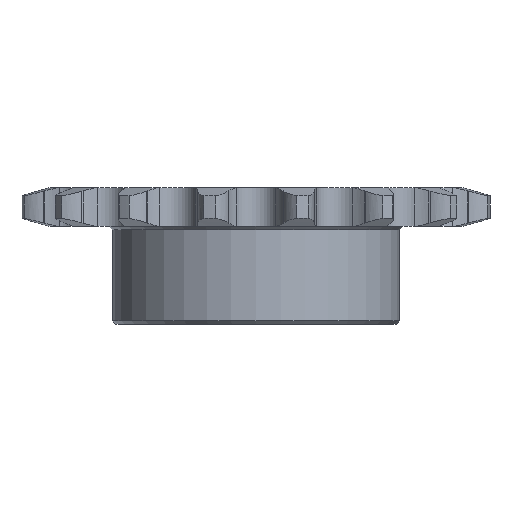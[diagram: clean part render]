
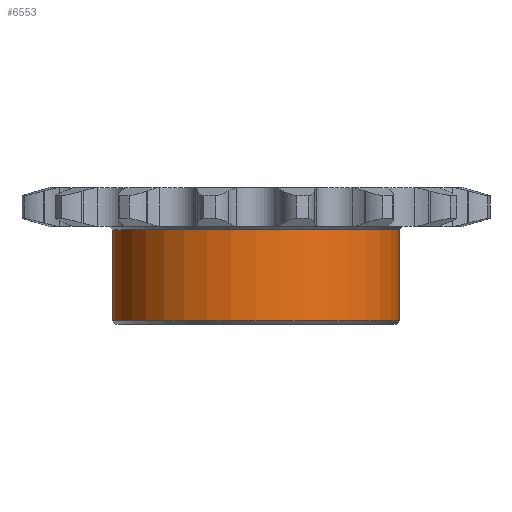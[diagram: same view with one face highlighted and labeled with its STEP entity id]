
A CAD part, front view. The second image highlights one B-rep face of the part: STEP entity #6553.
In plain terms, the highlighted cylindrical face has radius 10.795 mm (diameter 21.59 mm), a partial arc.
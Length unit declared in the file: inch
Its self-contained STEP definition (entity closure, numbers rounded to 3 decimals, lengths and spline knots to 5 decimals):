
#2 = DIRECTION ( 'NONE',  ( 0., 0., 1. ) ) ;
#59 = CARTESIAN_POINT ( 'NONE',  ( 0.425, 0., -0.395 ) ) ;
#85 = CARTESIAN_POINT ( 'NONE',  ( -0.425, 0., -0.405 ) ) ;
#88 = EDGE_LOOP ( 'NONE', ( #1298, #4564, #603, #2596 ) ) ;
#97 = CARTESIAN_POINT ( 'NONE',  ( -0.425, 0., -0.395 ) ) ;
#309 = EDGE_CURVE ( 'NONE', #5179, #2458, #4687, .T. ) ;
#386 = CARTESIAN_POINT ( 'NONE',  ( 0.425, 0., -0.125 ) ) ;
#603 = ORIENTED_EDGE ( 'NONE', *, *, #5483, .T. ) ;
#1298 = ORIENTED_EDGE ( 'NONE', *, *, #4014, .F. ) ;
#1686 = CARTESIAN_POINT ( 'NONE',  ( 0., 0., -0.125 ) ) ;
#2023 = AXIS2_PLACEMENT_3D ( 'NONE', #1686, #5254, #2190 ) ;
#2065 = VECTOR ( 'NONE', #5293, 39.37008 ) ;
#2190 = DIRECTION ( 'NONE',  ( -1., 0., 0. ) ) ;
#2234 = DIRECTION ( 'NONE',  ( 1., 0., 0. ) ) ;
#2458 = VERTEX_POINT ( 'NONE', #4539 ) ;
#2596 = ORIENTED_EDGE ( 'NONE', *, *, #309, .T. ) ;
#2764 = CARTESIAN_POINT ( 'NONE',  ( 0., 0., -0.405 ) ) ;
#3020 = AXIS2_PLACEMENT_3D ( 'NONE', #2764, #3281, #2234 ) ;
#3076 = CARTESIAN_POINT ( 'NONE',  ( 0., 0., -0.395 ) ) ;
#3155 = DIRECTION ( 'NONE',  ( 0., 0., 1. ) ) ;
#3281 = DIRECTION ( 'NONE',  ( 0., 0., 1. ) ) ;
#3283 = CARTESIAN_POINT ( 'NONE',  ( 0.425, 0., -0.405 ) ) ;
#3486 = VECTOR ( 'NONE', #3155, 39.37008 ) ;
#3576 = DIRECTION ( 'NONE',  ( -1., 0., 0. ) ) ;
#3603 = LINE ( 'NONE', #3283, #2065 ) ;
#3923 = FACE_OUTER_BOUND ( 'NONE', #88, .T. ) ;
#3993 = VERTEX_POINT ( 'NONE', #59 ) ;
#4014 = EDGE_CURVE ( 'NONE', #6475, #2458, #4669, .T. ) ;
#4021 = CIRCLE ( 'NONE', #4915, 0.425 ) ;
#4539 = CARTESIAN_POINT ( 'NONE',  ( -0.425, 0., -0.125 ) ) ;
#4564 = ORIENTED_EDGE ( 'NONE', *, *, #4999, .T. ) ;
#4669 = LINE ( 'NONE', #85, #3486 ) ;
#4687 = CIRCLE ( 'NONE', #2023, 0.425 ) ;
#4915 = AXIS2_PLACEMENT_3D ( 'NONE', #3076, #2, #3576 ) ;
#4999 = EDGE_CURVE ( 'NONE', #6475, #3993, #4021, .T. ) ;
#5091 = CYLINDRICAL_SURFACE ( 'NONE', #3020, 0.425 ) ;
#5179 = VERTEX_POINT ( 'NONE', #386 ) ;
#5254 = DIRECTION ( 'NONE',  ( 0., 0., -1. ) ) ;
#5293 = DIRECTION ( 'NONE',  ( 0., 0., 1. ) ) ;
#5483 = EDGE_CURVE ( 'NONE', #3993, #5179, #3603, .T. ) ;
#6475 = VERTEX_POINT ( 'NONE', #97 ) ;
#6553 = ADVANCED_FACE ( 'NONE', ( #3923 ), #5091, .T. ) ;
